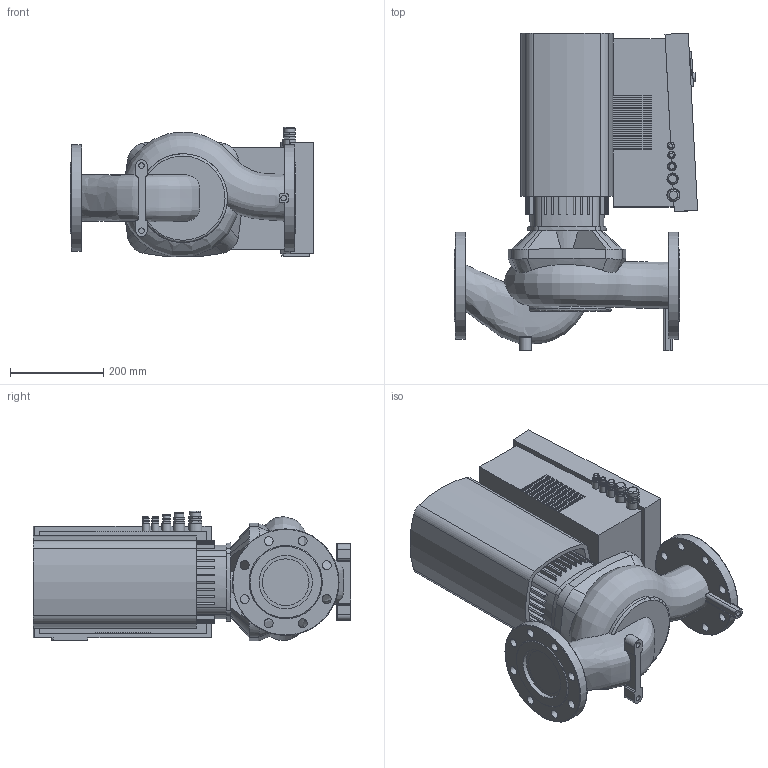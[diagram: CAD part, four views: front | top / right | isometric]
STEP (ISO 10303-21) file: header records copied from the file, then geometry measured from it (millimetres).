
FILE_DESCRIPTION(/* description */ (''),/* implementation_level */ '2;1');
FILE_NAME(/* name */ '3d_StratosGIGA4_3-105-2124506.stp',/* time_stamp */ '2022-03-01T15:37:03-06:00',/* author */ ('faliszekte'),/* organization */ (''),/* preprocessor_version */ 'ST-DEVELOPER v18.1',/* originating_system */ 'Autodesk Inventor 2021',/* authorisation */ '');
FILE_SCHEMA (('AUTOMOTIVE_DESIGN { 1 0 10303 214 3 1 1 }','FEATURE_BASED_PROCESS_PLANNING'));
Length unit declared in the file: inch
Products named in the file (12): 3d_StratosGIGA4_3-105-2124506; 3d_StratosGIGA4_3-105-21245061; 3d_StratosGIGA4_3-105-21245062; 3d_StratosGIGA4_3-105-21245063; 3d_StratosGIGA4_3-105-21245064; 3d_StratosGIGA4_3-105-21245065; 3d_StratosGIGA4_3-105-21245066; 3d_StratosGIGA4_3-105-21245067; 3d_StratosGIGA4_3-105-21245068; 3d_StratosGIGA4_3-105-21245069; 3d_StratosGIGA4_3-105-212450610; 3d_StratosGIGA4_3-105-212450611
Assembly tree (11 placements, depth 2):
  3d_StratosGIGA4_3-105-2124506
    3d_StratosGIGA4_3-105-21245061
    3d_StratosGIGA4_3-105-21245062
    3d_StratosGIGA4_3-105-21245063
    3d_StratosGIGA4_3-105-21245064
    3d_StratosGIGA4_3-105-21245065
    3d_StratosGIGA4_3-105-21245066
    3d_StratosGIGA4_3-105-21245067
    3d_StratosGIGA4_3-105-21245068
    3d_StratosGIGA4_3-105-21245069
    3d_StratosGIGA4_3-105-212450610
    3d_StratosGIGA4_3-105-212450611
Bounding box: 521.3 x 681.2 x 278.58 mm (x, y, z)
Volume: 37675283.3 mm3; surface area: 2070806.4 mm2
Topology: 18 solids, 18 shells, 704 faces, 1847 edges, 1199 vertices
Faces by surface type: plane 473, cylinder 154, bspline 47, torus 20, cone 10
Full cylindrical faces by diameter (mm): 12 x5, 13 x2, 15 x1, 16 x1, 19.05 x16, 20 x2, 21 x1, 23 x1, 24 x1, 100 x1, 114.3 x2, 228.6 x2
Entity records: 33266 total; most frequent: CARTESIAN_POINT 15195, ORIENTED_EDGE 3694, DIRECTION 3626, EDGE_CURVE 1847, AXIS2_PLACEMENT_3D 1212, LINE 1202, VECTOR 1202, VERTEX_POINT 1199
